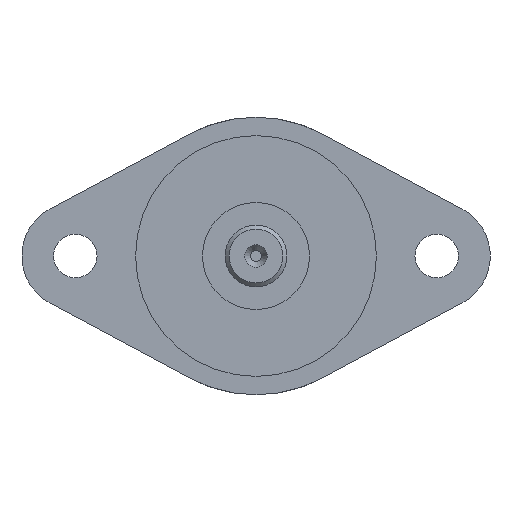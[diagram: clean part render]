
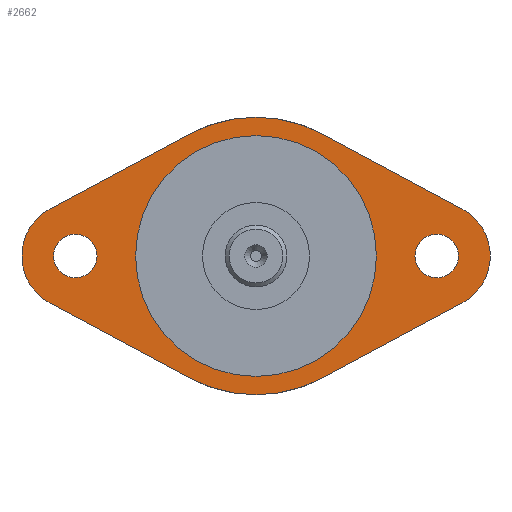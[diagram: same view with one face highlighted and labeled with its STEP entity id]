
A CAD part, left-side view. The second image highlights one B-rep face of the part: STEP entity #2662.
In plain terms, the highlighted planar face has unit normal (-1, 0, 0).
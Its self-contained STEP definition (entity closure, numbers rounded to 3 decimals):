
#106=LINE('',#3909,#349);
#108=LINE('',#3914,#351);
#112=LINE('',#3927,#355);
#117=LINE('',#3940,#360);
#349=VECTOR('',#3169,10.);
#351=VECTOR('',#3173,10.);
#355=VECTOR('',#3185,10.);
#360=VECTOR('',#3198,10.);
#732=FACE_BOUND('',#932,.T.);
#733=FACE_BOUND('',#933,.T.);
#734=FACE_BOUND('',#934,.T.);
#781=FACE_OUTER_BOUND('',#931,.T.);
#931=EDGE_LOOP('',(#1936,#1937,#1938,#1939,#1940,#1941,#1942,#1943));
#932=EDGE_LOOP('',(#1944));
#933=EDGE_LOOP('',(#1945));
#934=EDGE_LOOP('',(#1946,#1947));
#1080=CIRCLE('',#2840,3.25);
#1083=CIRCLE('',#2844,3.25);
#1085=CIRCLE('',#2847,8.);
#1089=CIRCLE('',#2856,8.);
#1091=CIRCLE('',#2861,18.);
#1092=CIRCLE('',#2862,18.);
#1095=CIRCLE('',#2866,20.75);
#1096=CIRCLE('',#2867,20.75);
#1194=VERTEX_POINT('',#3884);
#1197=VERTEX_POINT('',#3892);
#1200=VERTEX_POINT('',#3899);
#1201=VERTEX_POINT('',#3901);
#1203=VERTEX_POINT('',#3907);
#1205=VERTEX_POINT('',#3913);
#1209=VERTEX_POINT('',#3924);
#1210=VERTEX_POINT('',#3926);
#1212=VERTEX_POINT('',#3932);
#1214=VERTEX_POINT('',#3938);
#1215=VERTEX_POINT('',#3944);
#1216=VERTEX_POINT('',#3945);
#1462=EDGE_CURVE('',#1194,#1194,#1080,.T.);
#1466=EDGE_CURVE('',#1197,#1197,#1083,.T.);
#1469=EDGE_CURVE('',#1200,#1201,#1085,.T.);
#1473=EDGE_CURVE('',#1203,#1200,#106,.T.);
#1475=EDGE_CURVE('',#1201,#1205,#108,.T.);
#1481=EDGE_CURVE('',#1210,#1209,#112,.T.);
#1485=EDGE_CURVE('',#1209,#1212,#1089,.T.);
#1488=EDGE_CURVE('',#1212,#1214,#117,.T.);
#1490=EDGE_CURVE('',#1215,#1216,#1091,.T.);
#1491=EDGE_CURVE('',#1216,#1215,#1092,.T.);
#1495=EDGE_CURVE('',#1205,#1214,#1095,.T.);
#1496=EDGE_CURVE('',#1210,#1203,#1096,.T.);
#1936=ORIENTED_EDGE('',*,*,#1495,.F.);
#1937=ORIENTED_EDGE('',*,*,#1475,.F.);
#1938=ORIENTED_EDGE('',*,*,#1469,.F.);
#1939=ORIENTED_EDGE('',*,*,#1473,.F.);
#1940=ORIENTED_EDGE('',*,*,#1496,.F.);
#1941=ORIENTED_EDGE('',*,*,#1481,.T.);
#1942=ORIENTED_EDGE('',*,*,#1485,.T.);
#1943=ORIENTED_EDGE('',*,*,#1488,.T.);
#1944=ORIENTED_EDGE('',*,*,#1462,.T.);
#1945=ORIENTED_EDGE('',*,*,#1466,.T.);
#1946=ORIENTED_EDGE('',*,*,#1490,.T.);
#1947=ORIENTED_EDGE('',*,*,#1491,.T.);
#2554=PLANE('',#2865);
#2662=ADVANCED_FACE('',(#781,#732,#733,#734),#2554,.T.);
#2840=AXIS2_PLACEMENT_3D('',#3886,#3146,#3147);
#2844=AXIS2_PLACEMENT_3D('',#3894,#3155,#3156);
#2847=AXIS2_PLACEMENT_3D('',#3902,#3162,#3163);
#2856=AXIS2_PLACEMENT_3D('',#3934,#3192,#3193);
#2861=AXIS2_PLACEMENT_3D('',#3946,#3205,#3206);
#2862=AXIS2_PLACEMENT_3D('',#3947,#3207,#3208);
#2865=AXIS2_PLACEMENT_3D('',#3953,#3214,#3215);
#2866=AXIS2_PLACEMENT_3D('',#3954,#3216,#3217);
#2867=AXIS2_PLACEMENT_3D('',#3955,#3218,#3219);
#3146=DIRECTION('center_axis',(1.,0.,0.));
#3147=DIRECTION('ref_axis',(0.,0.,1.));
#3155=DIRECTION('center_axis',(1.,0.,0.));
#3156=DIRECTION('ref_axis',(0.,0.,1.));
#3162=DIRECTION('center_axis',(1.,0.,0.));
#3163=DIRECTION('ref_axis',(0.,-0.472,-0.881));
#3169=DIRECTION('',(0.,0.881,0.472));
#3173=DIRECTION('',(0.,-0.881,0.472));
#3185=DIRECTION('',(0.,-0.881,0.472));
#3192=DIRECTION('center_axis',(-1.,0.,0.));
#3193=DIRECTION('ref_axis',(0.,-0.472,-0.881));
#3198=DIRECTION('',(0.,0.881,0.472));
#3205=DIRECTION('center_axis',(1.,0.,0.));
#3206=DIRECTION('ref_axis',(0.,-1.,0.));
#3207=DIRECTION('center_axis',(1.,0.,0.));
#3208=DIRECTION('ref_axis',(0.,-1.,0.));
#3214=DIRECTION('center_axis',(-1.,0.,0.));
#3215=DIRECTION('ref_axis',(0.,0.,
-1.));
#3216=DIRECTION('center_axis',(1.,0.,0.));
#3217=DIRECTION('ref_axis',(0.,-1.,0.));
#3218=DIRECTION('center_axis',(1.,0.,0.));
#3219=DIRECTION('ref_axis',(0.,-1.,0.));
#3884=CARTESIAN_POINT('',(-82.,-27.,-3.25));
#3886=CARTESIAN_POINT('Origin',(-82.,-27.,0.));
#3892=CARTESIAN_POINT('',(-82.,27.,-3.25));
#3894=CARTESIAN_POINT('Origin',(-82.,27.,0.));
#3899=CARTESIAN_POINT('',(-82.,30.778,-7.052));
#3901=CARTESIAN_POINT('',(-82.,30.778,7.052));
#3902=CARTESIAN_POINT('Origin',(-82.,27.,0.));
#3907=CARTESIAN_POINT('',(-82.,9.799,-18.291));
#3909=CARTESIAN_POINT('',(-82.,9.799,-18.291));
#3913=CARTESIAN_POINT('',(-82.,9.799,18.291));
#3914=CARTESIAN_POINT('',(-82.,30.778,7.052));
#3924=CARTESIAN_POINT('',(-82.,-30.778,-7.052));
#3926=CARTESIAN_POINT('',(-82.,-9.799,-18.291));
#3927=CARTESIAN_POINT('',(-82.,-9.799,-18.291));
#3932=CARTESIAN_POINT('',(-82.,-30.778,7.052));
#3934=CARTESIAN_POINT('Origin',(-82.,-27.,0.));
#3938=CARTESIAN_POINT('',(-82.,-9.799,18.291));
#3940=CARTESIAN_POINT('',(-82.,-30.778,7.052));
#3944=CARTESIAN_POINT('',(-82.,-18.,0.));
#3945=CARTESIAN_POINT('',(-82.,18.,0.));
#3946=CARTESIAN_POINT('Origin',(-82.,0.,
0.));
#3947=CARTESIAN_POINT('Origin',(-82.,0.,
0.));
#3953=CARTESIAN_POINT('Origin',(-82.,-19.375,0.));
#3954=CARTESIAN_POINT('Origin',(-82.,0.,
0.));
#3955=CARTESIAN_POINT('Origin',(-82.,0.,
0.));
